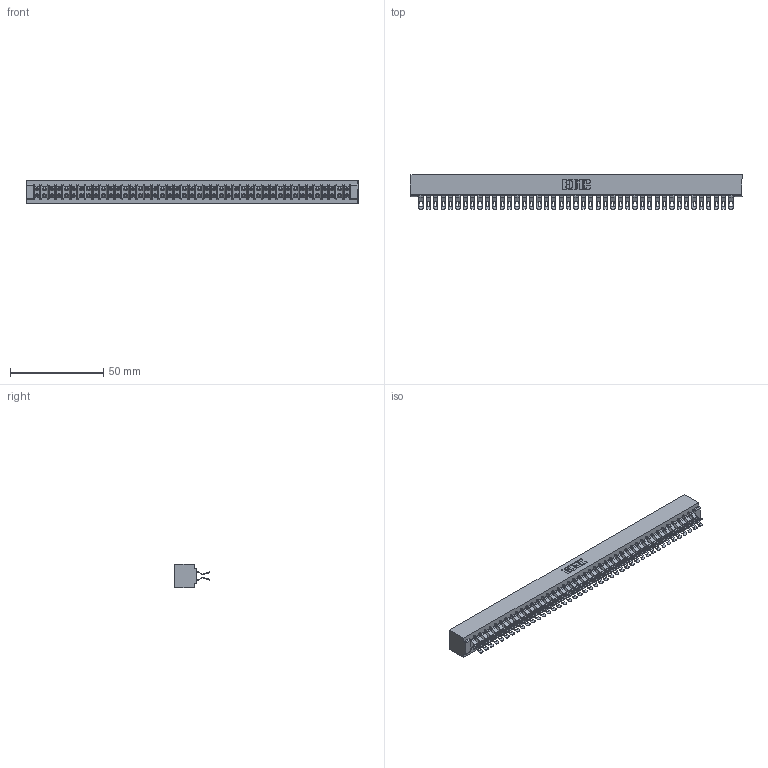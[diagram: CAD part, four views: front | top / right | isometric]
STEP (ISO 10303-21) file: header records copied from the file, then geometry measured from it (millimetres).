
FILE_DESCRIPTION (( 'STEP AP203' ), '1' );
FILE_NAME ('357-086-555-201.STEP', '2019-09-19T19:17:42', ( '' ), ( '' ), 'SwSTEP 2.0', 'SolidWorks 2016', '' );
FILE_SCHEMA (( 'CONFIG_CONTROL_DESIGN' ));
Length unit declared in the file: inch
Products named in the file (3): 307-290-001_555; 307 Part_No Mounting Lugs; 357-086-555-201
Assembly tree (87 placements, depth 2):
  357-086-555-201
    307 Part_No Mounting Lugs
    307-290-001_555  x86
Bounding box: 178.26 x 18.75 x 12.7 mm (x, y, z)
Volume: 19766.4 mm3; surface area: 25942.6 mm2
Topology: 87 solids, 87 shells, 5400 faces, 15865 edges, 10342 vertices
Faces by surface type: plane 2990, cylinder 2322, sphere 88
Entity records: 38375 total; most frequent: CARTESIAN_POINT 6279, ORIENTED_EDGE 6224, DIRECTION 6156, EDGE_CURVE 3112, LINE 2378, VECTOR 2378, VERTEX_POINT 2012, AXIS2_PLACEMENT_3D 1889
